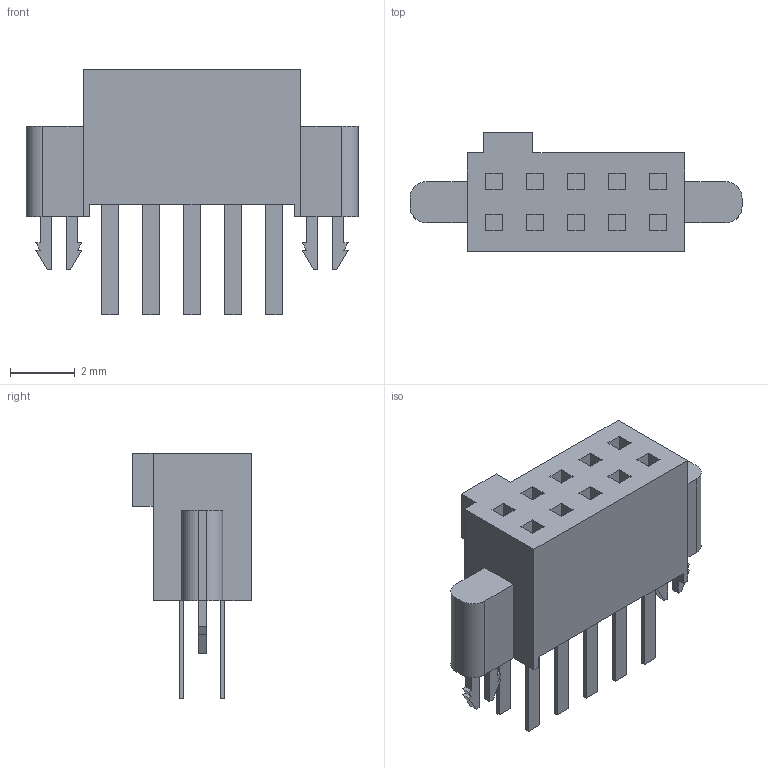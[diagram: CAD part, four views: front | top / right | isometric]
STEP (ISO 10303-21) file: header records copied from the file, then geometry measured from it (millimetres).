
FILE_DESCRIPTION(('FreeCAD Model'),'2;1');
FILE_NAME('Samtec_SFM-105-01-L-D-LC.step', '2019-10-30T13:59:04',('kicad StepUp'),('ksu MCAD'), 'Open CASCADE STEP processor 7.3','FreeCAD','Unknown');
FILE_SCHEMA(('AUTOMOTIVE_DESIGN { 1 0 10303 214 1 1 1 1 }'));
Length unit declared in the file: millimetre
Products named in the file (1): Samtec_SFM-105-01-L-D-LC
Bounding box: 10.29 x 3.68 x 7.62 mm (x, y, z)
Volume: 95.7 mm3; surface area: 301.7 mm2
Topology: 2 solids, 2 shells, 164 faces, 420 edges, 280 vertices
Faces by surface type: plane 160, cylinder 4
Entity records: 6031 total; most frequent: CARTESIAN_POINT 865, ORIENTED_EDGE 840, DIRECTION 758, EDGE_CURVE 420, LINE 412, VECTOR 412, VERTEX_POINT 280, FACE_BOUND 184
